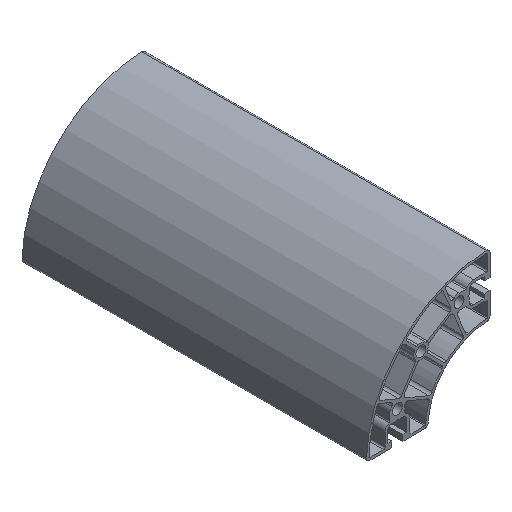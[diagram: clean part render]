
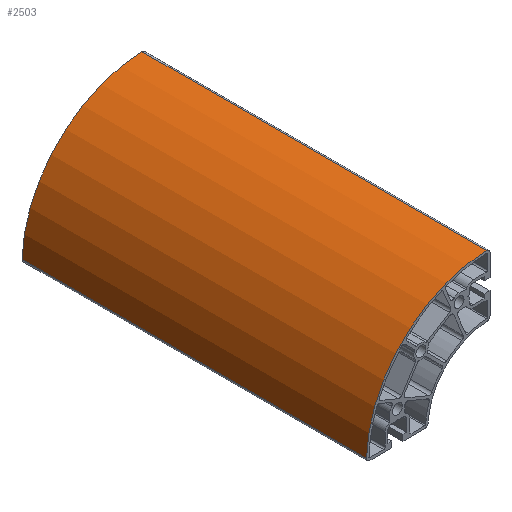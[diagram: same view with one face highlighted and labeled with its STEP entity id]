
A CAD part, isometric view. The second image highlights one B-rep face of the part: STEP entity #2503.
In plain terms, the highlighted cylindrical face has radius 89.667 mm (diameter 179.335 mm), a partial arc.
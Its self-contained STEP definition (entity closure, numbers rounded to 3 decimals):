
#211=FACE_OUTER_BOUND('',#336,.T.);
#336=EDGE_LOOP('',(#2054,#2055,#2056,#2057));
#585=LINE('',#4275,#812);
#586=LINE('',#4281,#813);
#812=VECTOR('',#3529,10.);
#813=VECTOR('',#3536,10.);
#955=CIRCLE('',#2781,89.667);
#956=CIRCLE('',#2782,89.667);
#1199=VERTEX_POINT('',#4271);
#1200=VERTEX_POINT('',#4273);
#1201=VERTEX_POINT('',#4277);
#1202=VERTEX_POINT('',#4279);
#1565=EDGE_CURVE('',#1199,#1200,#585,.T.);
#1566=EDGE_CURVE('',#1201,#1199,#955,.T.);
#1567=EDGE_CURVE('',#1202,#1200,#956,.T.);
#1568=EDGE_CURVE('',#1201,#1202,#586,.T.);
#2054=ORIENTED_EDGE('',*,*,#1566,.T.);
#2055=ORIENTED_EDGE('',*,*,#1565,.T.);
#2056=ORIENTED_EDGE('',*,*,#1567,.F.);
#2057=ORIENTED_EDGE('',*,*,#1568,.F.);
#2381=CYLINDRICAL_SURFACE('',#2780,89.667);
#2503=ADVANCED_FACE('',(#211),#2381,.T.);
#2780=AXIS2_PLACEMENT_3D('',#4276,#3530,#3531);
#2781=AXIS2_PLACEMENT_3D('',#4278,#3532,#3533);
#2782=AXIS2_PLACEMENT_3D('',#4280,#3534,#3535);
#3529=DIRECTION('',(0.,1.,0.));
#3530=DIRECTION('center_axis',(0.,1.,0.));
#3531=DIRECTION('ref_axis',(-1.,0.,0.029));
#3532=DIRECTION('center_axis',(0.,1.,0.));
#3533=DIRECTION('ref_axis',(-1.,0.,0.029));
#3534=DIRECTION('center_axis',(0.,1.,0.));
#3535=DIRECTION('ref_axis',(-1.,0.,0.029));
#3536=DIRECTION('',(0.,1.,0.));
#4271=CARTESIAN_POINT('',(87.428,0.,89.63));
#4273=CARTESIAN_POINT('',(87.428,250.,89.63));
#4275=CARTESIAN_POINT('',(87.428,0.,89.63));
#4276=CARTESIAN_POINT('Origin',(90.,0.,0.));
#4277=CARTESIAN_POINT('',(0.37,0.,2.572));
#4278=CARTESIAN_POINT('Origin',(90.,0.,0.));
#4279=CARTESIAN_POINT('',(0.37,250.,2.572));
#4280=CARTESIAN_POINT('Origin',(90.,250.,0.));
#4281=CARTESIAN_POINT('',(0.37,0.,2.572));
